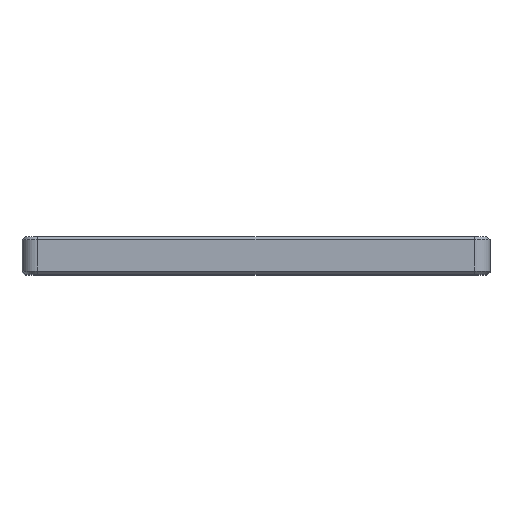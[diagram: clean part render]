
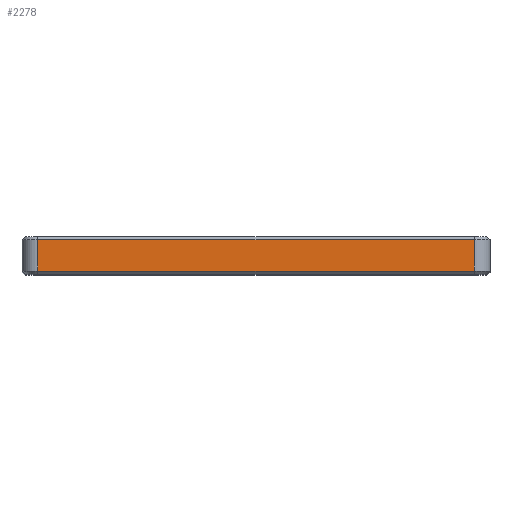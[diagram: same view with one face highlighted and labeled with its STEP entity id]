
A CAD part, top view. The second image highlights one B-rep face of the part: STEP entity #2278.
In plain terms, the highlighted planar face has unit normal (0, 0, 1).
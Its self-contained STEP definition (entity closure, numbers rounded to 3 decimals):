
#187=PLANE('',#2555);
#286=FACE_OUTER_BOUND('',#472,.T.);
#472=EDGE_LOOP('',(#1789,#1790,#1791,#1792));
#663=LINE('',#3829,#783);
#665=LINE('',#3836,#785);
#667=LINE('',#3842,#787);
#668=LINE('',#3843,#788);
#783=VECTOR('',#3141,10.);
#785=VECTOR('',#3151,10.);
#787=VECTOR('',#3157,10.);
#788=VECTOR('',#3158,10.);
#1158=VERTEX_POINT('',#3821);
#1160=VERTEX_POINT('',#3827);
#1161=VERTEX_POINT('',#3835);
#1163=VERTEX_POINT('',#3841);
#1397=EDGE_CURVE('',#1160,#1158,#663,.T.);
#1401=EDGE_CURVE('',#1158,#1161,#665,.T.);
#1404=EDGE_CURVE('',#1163,#1160,#667,.T.);
#1405=EDGE_CURVE('',#1161,#1163,#668,.T.);
#1789=ORIENTED_EDGE('',*,*,#1397,.F.);
#1790=ORIENTED_EDGE('',*,*,#1404,.F.);
#1791=ORIENTED_EDGE('',*,*,#1405,.F.);
#1792=ORIENTED_EDGE('',*,*,#1401,.F.);
#2278=ADVANCED_FACE('',(#286),#187,.T.);
#2555=AXIS2_PLACEMENT_3D('',#3840,#3155,#3156);
#3141=DIRECTION('',(-1.,0.,0.));
#3151=DIRECTION('',(0.,1.,0.));
#3155=DIRECTION('center_axis',(0.,0.,1.));
#3156=DIRECTION('ref_axis',(1.,0.,0.));
#3157=DIRECTION('',(0.,-1.,0.));
#3158=DIRECTION('',(1.,0.,0.));
#3821=CARTESIAN_POINT('',(-70.,1.,105.));
#3827=CARTESIAN_POINT('',(70.,1.,105.));
#3829=CARTESIAN_POINT('',(-37.5,1.,105.));
#3835=CARTESIAN_POINT('',(-70.,11.,105.));
#3836=CARTESIAN_POINT('',(-70.,0.,105.));
#3840=CARTESIAN_POINT('Origin',(-75.,0.,105.));
#3841=CARTESIAN_POINT('',(70.,11.,105.));
#3842=CARTESIAN_POINT('',(70.,0.,105.));
#3843=CARTESIAN_POINT('',(-37.5,11.,105.));
